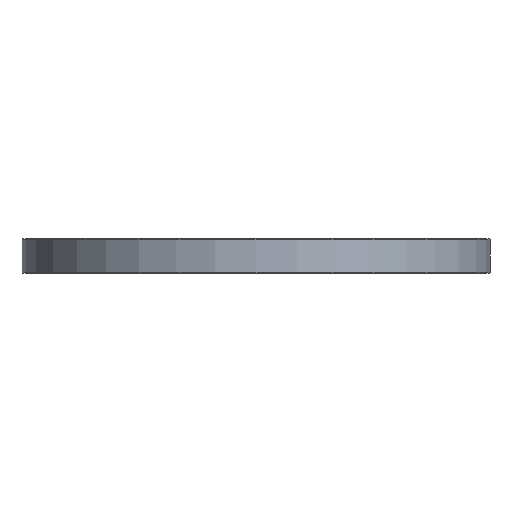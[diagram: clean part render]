
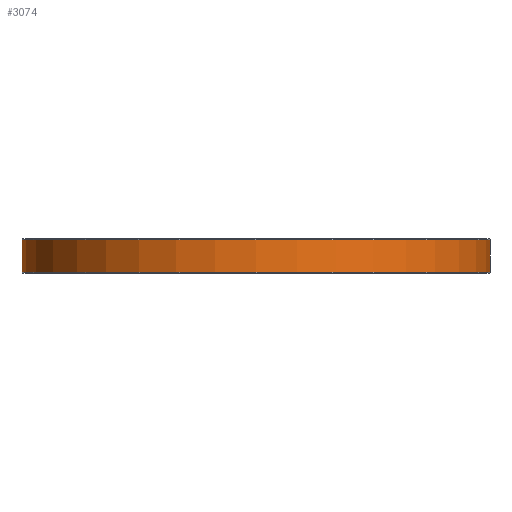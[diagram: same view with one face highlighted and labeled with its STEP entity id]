
A CAD part, front view. The second image highlights one B-rep face of the part: STEP entity #3074.
In plain terms, the highlighted cylindrical face has radius 307.5 mm (diameter 615 mm), a partial arc.
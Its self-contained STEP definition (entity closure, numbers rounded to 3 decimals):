
#163 = EDGE_CURVE ( 'NONE', #2097, #999, #601, .T. ) ;
#464 = DIRECTION ( 'NONE',  ( 0., 0., -1. ) ) ;
#473 = EDGE_LOOP ( 'NONE', ( #2330, #564, #2554, #1832 ) ) ;
#556 = CARTESIAN_POINT ( 'NONE',  ( -307.5, 0., 1. ) ) ;
#564 = ORIENTED_EDGE ( 'NONE', *, *, #3203, .T. ) ;
#581 = CARTESIAN_POINT ( 'NONE',  ( 307.5, 0., 1. ) ) ;
#588 = DIRECTION ( 'NONE',  ( 0., 0., 1. ) ) ;
#601 = LINE ( 'NONE', #1864, #2810 ) ;
#655 = DIRECTION ( 'NONE',  ( 1., 0., 0. ) ) ;
#712 = EDGE_CURVE ( 'NONE', #1509, #999, #3325, .T. ) ;
#844 = CARTESIAN_POINT ( 'NONE',  ( 0., 0., 45. ) ) ;
#963 = CARTESIAN_POINT ( 'NONE',  ( 0., 0., 44. ) ) ;
#999 = VERTEX_POINT ( 'NONE', #581 ) ;
#1161 = CARTESIAN_POINT ( 'NONE',  ( -307.5, 0., 45. ) ) ;
#1377 = AXIS2_PLACEMENT_3D ( 'NONE', #3103, #588, #3678 ) ;
#1467 = AXIS2_PLACEMENT_3D ( 'NONE', #963, #1529, #655 ) ;
#1509 = VERTEX_POINT ( 'NONE', #556 ) ;
#1529 = DIRECTION ( 'NONE',  ( 0., 0., -1. ) ) ;
#1832 = ORIENTED_EDGE ( 'NONE', *, *, #712, .T. ) ;
#1864 = CARTESIAN_POINT ( 'NONE',  ( 307.5, 0., 45. ) ) ;
#2097 = VERTEX_POINT ( 'NONE', #2271 ) ;
#2219 = CARTESIAN_POINT ( 'NONE',  ( -307.5, 0., 44. ) ) ;
#2271 = CARTESIAN_POINT ( 'NONE',  ( 307.5, 0., 44. ) ) ;
#2330 = ORIENTED_EDGE ( 'NONE', *, *, #163, .F. ) ;
#2340 = LINE ( 'NONE', #1161, #3663 ) ;
#2383 = CYLINDRICAL_SURFACE ( 'NONE', #2821, 307.5 ) ;
#2554 = ORIENTED_EDGE ( 'NONE', *, *, #3740, .T. ) ;
#2810 = VECTOR ( 'NONE', #3096, 1000. ) ;
#2821 = AXIS2_PLACEMENT_3D ( 'NONE', #844, #3311, #3004 ) ;
#3004 = DIRECTION ( 'NONE',  ( -1., 0., 0. ) ) ;
#3074 = ADVANCED_FACE ( 'NONE', ( #3921 ), #2383, .T. ) ;
#3096 = DIRECTION ( 'NONE',  ( 0., 0., -1. ) ) ;
#3103 = CARTESIAN_POINT ( 'NONE',  ( 0., 0., 1. ) ) ;
#3203 = EDGE_CURVE ( 'NONE', #2097, #3263, #3797, .T. ) ;
#3263 = VERTEX_POINT ( 'NONE', #2219 ) ;
#3311 = DIRECTION ( 'NONE',  ( 0., 0., -1. ) ) ;
#3325 = CIRCLE ( 'NONE', #1377, 307.5 ) ;
#3663 = VECTOR ( 'NONE', #464, 1000. ) ;
#3678 = DIRECTION ( 'NONE',  ( 1., 0., 0. ) ) ;
#3740 = EDGE_CURVE ( 'NONE', #3263, #1509, #2340, .T. ) ;
#3797 = CIRCLE ( 'NONE', #1467, 307.5 ) ;
#3921 = FACE_OUTER_BOUND ( 'NONE', #473, .T. ) ;
